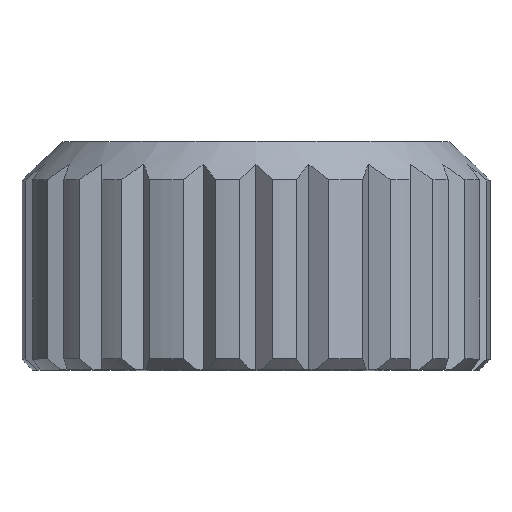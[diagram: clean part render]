
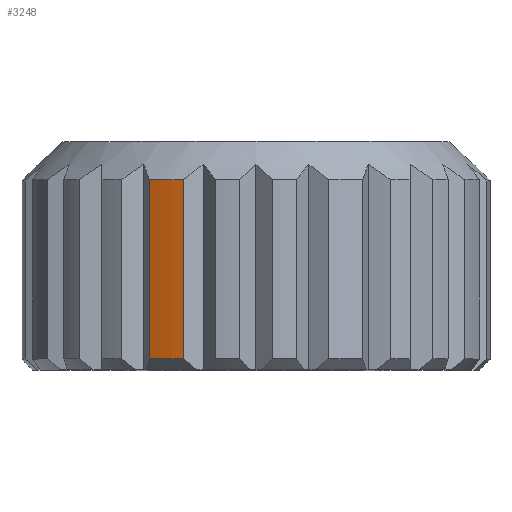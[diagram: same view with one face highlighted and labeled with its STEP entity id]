
A CAD part, top view. The second image highlights one B-rep face of the part: STEP entity #3248.
In plain terms, the highlighted cylindrical face has radius 21.267 mm (diameter 42.535 mm), a partial arc.
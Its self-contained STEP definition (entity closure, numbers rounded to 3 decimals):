
#2672 = VERTEX_POINT('',#2673);
#2673 = CARTESIAN_POINT('',(-9.67,17.237,18.942));
#2680 = EDGE_CURVE('',#2681,#2672,#2683,.T.);
#2681 = VERTEX_POINT('',#2682);
#2682 = CARTESIAN_POINT('',(-6.556,17.237,20.232));
#2683 = CIRCLE('',#2684,21.267);
#2684 = AXIS2_PLACEMENT_3D('',#2685,#2686,#2687);
#2685 = CARTESIAN_POINT('',(0.,17.237,0.));
#2686 = DIRECTION('',(0.,-1.,0.));
#2687 = DIRECTION('',(0.,0.,1.));
#3222 = VERTEX_POINT('',#3223);
#3223 = CARTESIAN_POINT('',(-6.556,1.,20.232));
#3238 = EDGE_CURVE('',#3222,#2681,#3239,.T.);
#3239 = LINE('',#3240,#3241);
#3240 = CARTESIAN_POINT('',(-6.556,1.,20.232));
#3241 = VECTOR('',#3242,1.);
#3242 = DIRECTION('',(0.,1.,0.));
#3248 = ADVANCED_FACE('',(#3249),#3268,.T.);
#3249 = FACE_BOUND('',#3250,.F.);
#3250 = EDGE_LOOP('',(#3251,#3252,#3261,#3267));
#3251 = ORIENTED_EDGE('',*,*,#3238,.F.);
#3252 = ORIENTED_EDGE('',*,*,#3253,.T.);
#3253 = EDGE_CURVE('',#3222,#3254,#3256,.T.);
#3254 = VERTEX_POINT('',#3255);
#3255 = CARTESIAN_POINT('',(-9.67,1.,18.942));
#3256 = CIRCLE('',#3257,21.267);
#3257 = AXIS2_PLACEMENT_3D('',#3258,#3259,#3260);
#3258 = CARTESIAN_POINT('',(0.,1.,0.));
#3259 = DIRECTION('',(0.,-1.,0.));
#3260 = DIRECTION('',(0.,0.,1.));
#3261 = ORIENTED_EDGE('',*,*,#3262,.T.);
#3262 = EDGE_CURVE('',#3254,#2672,#3263,.T.);
#3263 = LINE('',#3264,#3265);
#3264 = CARTESIAN_POINT('',(-9.67,1.,18.942));
#3265 = VECTOR('',#3266,1.);
#3266 = DIRECTION('',(0.,1.,0.));
#3267 = ORIENTED_EDGE('',*,*,#2680,.F.);
#3268 = CYLINDRICAL_SURFACE('',#3269,21.267);
#3269 = AXIS2_PLACEMENT_3D('',#3270,#3271,#3272);
#3270 = CARTESIAN_POINT('',(0.,1.,0.));
#3271 = DIRECTION('',(0.,1.,0.));
#3272 = DIRECTION('',(0.,0.,1.));
